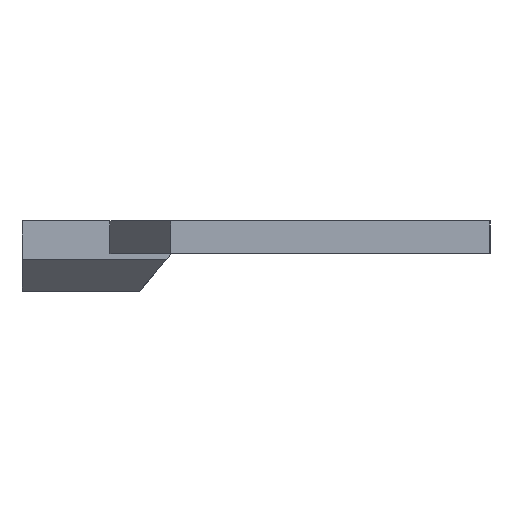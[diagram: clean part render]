
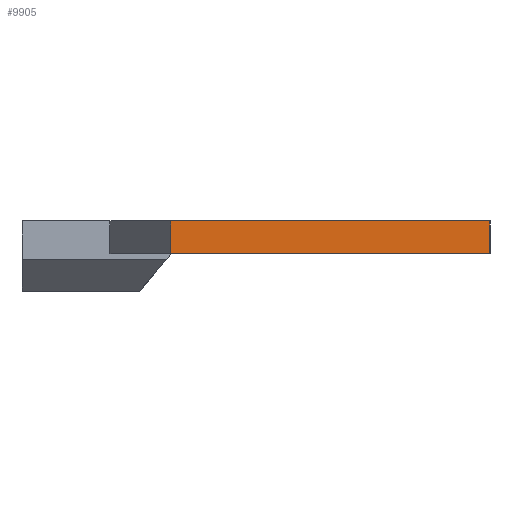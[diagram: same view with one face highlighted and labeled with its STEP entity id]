
A CAD part, left-side view. The second image highlights one B-rep face of the part: STEP entity #9905.
In plain terms, the highlighted planar face has unit normal (-1, 0, 0).
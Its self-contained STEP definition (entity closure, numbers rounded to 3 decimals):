
#182 = PLANE('',#183);
#183 = AXIS2_PLACEMENT_3D('',#184,#185,#186);
#184 = CARTESIAN_POINT('',(0.,-26.277,0.));
#185 = DIRECTION('',(-0.,-0.,-1.));
#186 = DIRECTION('',(-1.,0.,0.));
#288 = PLANE('',#289);
#289 = AXIS2_PLACEMENT_3D('',#290,#291,#292);
#290 = CARTESIAN_POINT('',(-52.75,0.,0.));
#291 = DIRECTION('',(-0.259,0.966,0.));
#292 = DIRECTION('',(0.966,0.259,0.));
#314 = PLANE('',#315);
#315 = AXIS2_PLACEMENT_3D('',#316,#317,#318);
#316 = CARTESIAN_POINT('',(0.,-24.71,6.2));
#317 = DIRECTION('',(0.,0.,1.));
#318 = DIRECTION('',(1.,0.,0.));
#409 = VERTEX_POINT('',#410);
#410 = CARTESIAN_POINT('',(-52.75,-60.,0.));
#424 = PLANE('',#425);
#425 = AXIS2_PLACEMENT_3D('',#426,#427,#428);
#426 = CARTESIAN_POINT('',(-49.75,-60.,0.));
#427 = DIRECTION('',(0.,-1.,0.));
#428 = DIRECTION('',(-1.,0.,0.));
#436 = EDGE_CURVE('',#437,#409,#439,.T.);
#437 = VERTEX_POINT('',#438);
#438 = CARTESIAN_POINT('',(-52.75,0.,0.));
#439 = SURFACE_CURVE('',#440,(#444,#451),.PCURVE_S1.);
#440 = LINE('',#441,#442);
#441 = CARTESIAN_POINT('',(-52.75,0.,0.));
#442 = VECTOR('',#443,1.);
#443 = DIRECTION('',(0.,-1.,0.));
#444 = PCURVE('',#182,#445);
#445 = DEFINITIONAL_REPRESENTATION('',(#446),#450);
#446 = LINE('',#447,#448);
#447 = CARTESIAN_POINT('',(52.75,26.277));
#448 = VECTOR('',#449,1.);
#449 = DIRECTION('',(0.,-1.));
#450 = ( GEOMETRIC_REPRESENTATION_CONTEXT(2) 
PARAMETRIC_REPRESENTATION_CONTEXT() REPRESENTATION_CONTEXT('2D SPACE',''
  ) );
#451 = PCURVE('',#452,#457);
#452 = PLANE('',#453);
#453 = AXIS2_PLACEMENT_3D('',#454,#455,#456);
#454 = CARTESIAN_POINT('',(-52.75,0.,0.));
#455 = DIRECTION('',(1.,0.,0.));
#456 = DIRECTION('',(0.,-1.,0.));
#457 = DEFINITIONAL_REPRESENTATION('',(#458),#462);
#458 = LINE('',#459,#460);
#459 = CARTESIAN_POINT('',(0.,0.));
#460 = VECTOR('',#461,1.);
#461 = DIRECTION('',(1.,0.));
#462 = ( GEOMETRIC_REPRESENTATION_CONTEXT(2) 
PARAMETRIC_REPRESENTATION_CONTEXT() REPRESENTATION_CONTEXT('2D SPACE',''
  ) );
#9517 = VERTEX_POINT('',#9518);
#9518 = CARTESIAN_POINT('',(-52.75,0.,6.2));
#9539 = EDGE_CURVE('',#9517,#9540,#9542,.T.);
#9540 = VERTEX_POINT('',#9541);
#9541 = CARTESIAN_POINT('',(-52.75,-60.,6.2));
#9542 = SURFACE_CURVE('',#9543,(#9547,#9554),.PCURVE_S1.);
#9543 = LINE('',#9544,#9545);
#9544 = CARTESIAN_POINT('',(-52.75,0.,6.2));
#9545 = VECTOR('',#9546,1.);
#9546 = DIRECTION('',(0.,-1.,0.));
#9547 = PCURVE('',#314,#9548);
#9548 = DEFINITIONAL_REPRESENTATION('',(#9549),#9553);
#9549 = LINE('',#9550,#9551);
#9550 = CARTESIAN_POINT('',(-52.75,24.71));
#9551 = VECTOR('',#9552,1.);
#9552 = DIRECTION('',(0.,-1.));
#9553 = ( GEOMETRIC_REPRESENTATION_CONTEXT(2) 
PARAMETRIC_REPRESENTATION_CONTEXT() REPRESENTATION_CONTEXT('2D SPACE',''
  ) );
#9554 = PCURVE('',#452,#9555);
#9555 = DEFINITIONAL_REPRESENTATION('',(#9556),#9560);
#9556 = LINE('',#9557,#9558);
#9557 = CARTESIAN_POINT('',(0.,-6.2));
#9558 = VECTOR('',#9559,1.);
#9559 = DIRECTION('',(1.,0.));
#9560 = ( GEOMETRIC_REPRESENTATION_CONTEXT(2) 
PARAMETRIC_REPRESENTATION_CONTEXT() REPRESENTATION_CONTEXT('2D SPACE',''
  ) );
#9586 = EDGE_CURVE('',#437,#9517,#9587,.T.);
#9587 = SURFACE_CURVE('',#9588,(#9592,#9599),.PCURVE_S1.);
#9588 = LINE('',#9589,#9590);
#9589 = CARTESIAN_POINT('',(-52.75,0.,0.));
#9590 = VECTOR('',#9591,1.);
#9591 = DIRECTION('',(0.,0.,1.));
#9592 = PCURVE('',#288,#9593);
#9593 = DEFINITIONAL_REPRESENTATION('',(#9594),#9598);
#9594 = LINE('',#9595,#9596);
#9595 = CARTESIAN_POINT('',(0.,0.));
#9596 = VECTOR('',#9597,1.);
#9597 = DIRECTION('',(0.,-1.));
#9598 = ( GEOMETRIC_REPRESENTATION_CONTEXT(2) 
PARAMETRIC_REPRESENTATION_CONTEXT() REPRESENTATION_CONTEXT('2D SPACE',''
  ) );
#9599 = PCURVE('',#452,#9600);
#9600 = DEFINITIONAL_REPRESENTATION('',(#9601),#9605);
#9601 = LINE('',#9602,#9603);
#9602 = CARTESIAN_POINT('',(0.,0.));
#9603 = VECTOR('',#9604,1.);
#9604 = DIRECTION('',(0.,-1.));
#9605 = ( GEOMETRIC_REPRESENTATION_CONTEXT(2) 
PARAMETRIC_REPRESENTATION_CONTEXT() REPRESENTATION_CONTEXT('2D SPACE',''
  ) );
#9762 = EDGE_CURVE('',#409,#9540,#9763,.T.);
#9763 = SURFACE_CURVE('',#9764,(#9768,#9775),.PCURVE_S1.);
#9764 = LINE('',#9765,#9766);
#9765 = CARTESIAN_POINT('',(-52.75,-60.,0.));
#9766 = VECTOR('',#9767,1.);
#9767 = DIRECTION('',(0.,0.,1.));
#9768 = PCURVE('',#424,#9769);
#9769 = DEFINITIONAL_REPRESENTATION('',(#9770),#9774);
#9770 = LINE('',#9771,#9772);
#9771 = CARTESIAN_POINT('',(3.,0.));
#9772 = VECTOR('',#9773,1.);
#9773 = DIRECTION('',(0.,-1.));
#9774 = ( GEOMETRIC_REPRESENTATION_CONTEXT(2) 
PARAMETRIC_REPRESENTATION_CONTEXT() REPRESENTATION_CONTEXT('2D SPACE',''
  ) );
#9775 = PCURVE('',#452,#9776);
#9776 = DEFINITIONAL_REPRESENTATION('',(#9777),#9781);
#9777 = LINE('',#9778,#9779);
#9778 = CARTESIAN_POINT('',(60.,0.));
#9779 = VECTOR('',#9780,1.);
#9780 = DIRECTION('',(0.,-1.));
#9781 = ( GEOMETRIC_REPRESENTATION_CONTEXT(2) 
PARAMETRIC_REPRESENTATION_CONTEXT() REPRESENTATION_CONTEXT('2D SPACE',''
  ) );
#9905 = ADVANCED_FACE('',(#9906),#452,.F.);
#9906 = FACE_BOUND('',#9907,.F.);
#9907 = EDGE_LOOP('',(#9908,#9909,#9910,#9911));
#9908 = ORIENTED_EDGE('',*,*,#9586,.T.);
#9909 = ORIENTED_EDGE('',*,*,#9539,.T.);
#9910 = ORIENTED_EDGE('',*,*,#9762,.F.);
#9911 = ORIENTED_EDGE('',*,*,#436,.F.);
